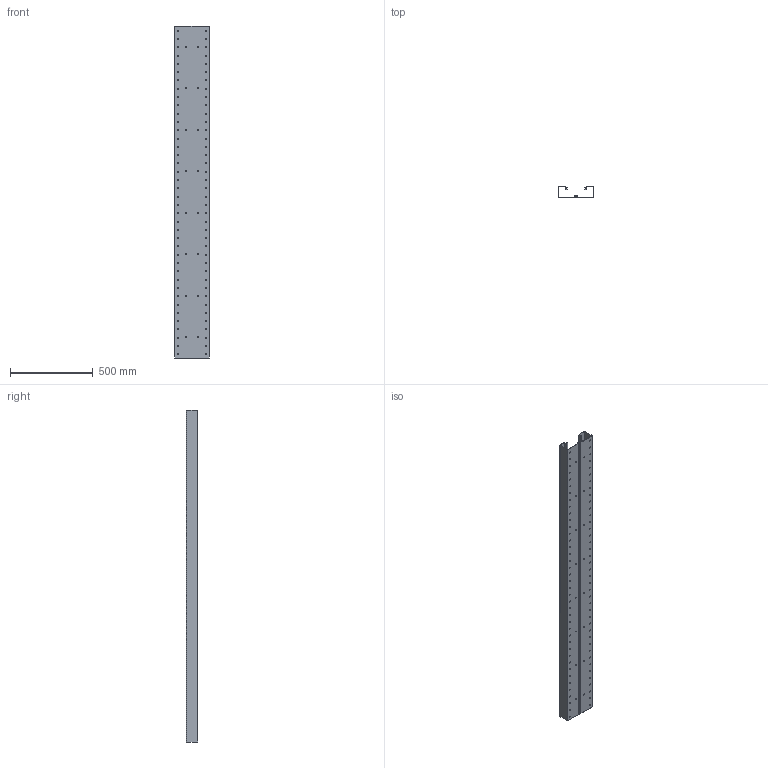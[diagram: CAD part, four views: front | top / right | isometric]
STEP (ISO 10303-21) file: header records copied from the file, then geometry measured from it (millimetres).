
FILE_DESCRIPTION((''),'2;1');
FILE_NAME('BRA652101BKUN','2022-09-15T10:27:53',('a.koch'),(''),'CREO PARAMETRIC BY PTC INC, 2022162','CREO PARAMETRIC BY PTC INC, 2022162','');
FILE_SCHEMA(('AUTOMOTIVE_DESIGN { 1 0 10303 214 1 1 1 1 }'));
Length unit declared in the file: millimetre
Products named in the file (1): BRA652101BKUN
Bounding box: 210 x 68 x 2000 mm (x, y, z)
Volume: 2053206.5 mm3; surface area: 2067727.9 mm2
Topology: 1 solids, 1 shells, 394 faces, 1176 edges, 784 vertices
Faces by surface type: plane 358, cylinder 36
Entity records: 13604 total; most frequent: CARTESIAN_POINT 2356, ORIENTED_EDGE 2352, DIRECTION 2036, EDGE_CURVE 1176, VECTOR 1104, LINE 1104, VERTEX_POINT 784, EDGE_LOOP 586
